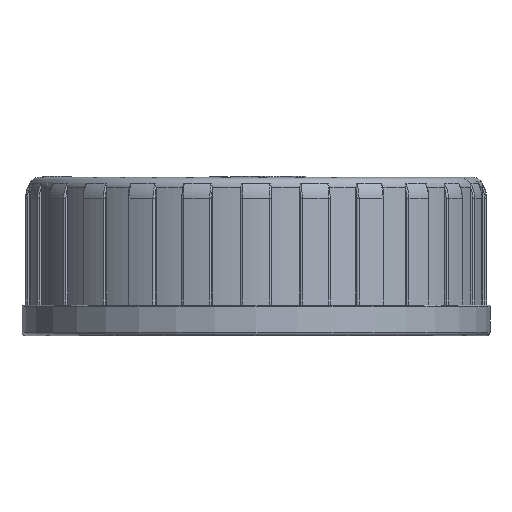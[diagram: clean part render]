
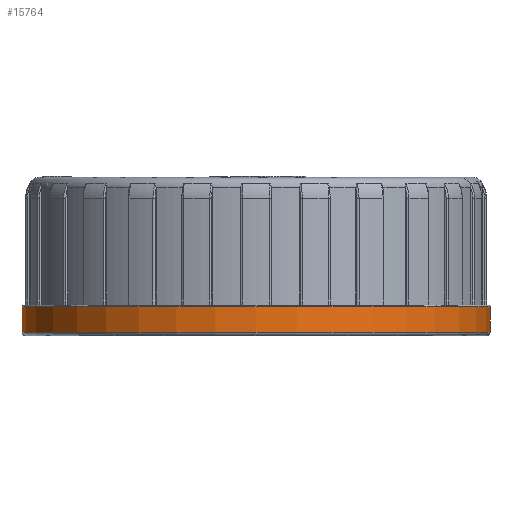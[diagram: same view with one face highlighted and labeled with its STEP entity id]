
A CAD part, front view. The second image highlights one B-rep face of the part: STEP entity #15764.
In plain terms, the highlighted cylindrical face has radius 68 mm (diameter 136 mm), a full revolution.
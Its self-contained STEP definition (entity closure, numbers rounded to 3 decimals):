
#858=FACE_OUTER_BOUND('',#1725,.T.);
#1725=EDGE_LOOP('',(#11340,#11341,#11342,#11343));
#2568=CIRCLE('',#16642,68.);
#2569=CIRCLE('',#16643,68.);
#3471=LINE('',#46261,#5353);
#5353=VECTOR('',#18263,68.);
#7287=VERTEX_POINT('',#46258);
#7288=VERTEX_POINT('',#46260);
#8903=EDGE_CURVE('',#7287,#7287,#2568,.T.);
#8904=EDGE_CURVE('',#7287,#7288,#3471,.T.);
#8905=EDGE_CURVE('',#7288,#7288,#2569,.T.);
#11340=ORIENTED_EDGE('',*,*,#8903,.T.);
#11341=ORIENTED_EDGE('',*,*,#8904,.T.);
#11342=ORIENTED_EDGE('',*,*,#8905,.T.);
#11343=ORIENTED_EDGE('',*,*,#8904,.F.);
#15627=CYLINDRICAL_SURFACE('',#16641,68.);
#15764=ADVANCED_FACE('',(#858),#15627,.T.);
#16641=AXIS2_PLACEMENT_3D('',#46257,#18259,#18260);
#16642=AXIS2_PLACEMENT_3D('',#46259,#18261,#18262);
#16643=AXIS2_PLACEMENT_3D('',#46262,#18264,#18265);
#18259=DIRECTION('center_axis',(0.,0.,-1.));
#18260=DIRECTION('ref_axis',(1.,0.,0.));
#18261=DIRECTION('center_axis',(0.,0.,1.));
#18262=DIRECTION('ref_axis',(1.,0.,0.));
#18263=DIRECTION('',(0.,0.,1.));
#18264=DIRECTION('center_axis',(0.,0.,-1.));
#18265=DIRECTION('ref_axis',(1.,0.,0.));
#46257=CARTESIAN_POINT('Origin',(0.,0.,42.));
#46258=CARTESIAN_POINT('',(-68.,0.,0.));
#46259=CARTESIAN_POINT('Origin',(0.,0.,0.));
#46260=CARTESIAN_POINT('',(-68.,0.,7.4));
#46261=CARTESIAN_POINT('',(-68.,0.,42.));
#46262=CARTESIAN_POINT('Origin',(0.,0.,7.4));
